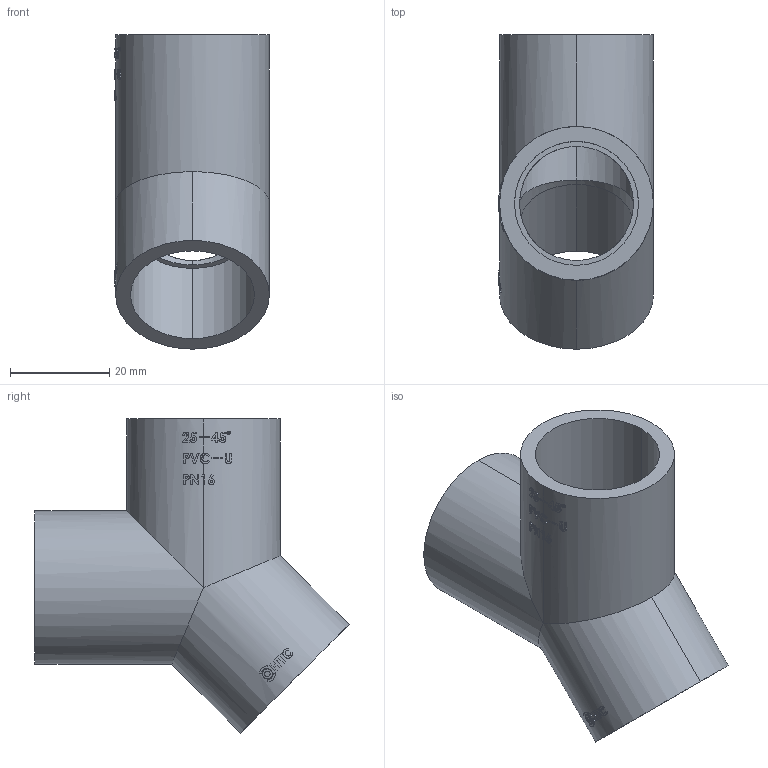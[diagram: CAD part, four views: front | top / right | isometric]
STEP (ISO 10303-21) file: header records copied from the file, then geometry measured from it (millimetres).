
FILE_DESCRIPTION (( 'STEP AP214' ), '1' );
FILE_NAME ('25.STEP', '2025-02-12T11:26:49', ( '' ), ( '' ), 'SwSTEP 2.0', 'SolidWorks 2023', '' );
FILE_SCHEMA (( 'AUTOMOTIVE_DESIGN' ));
Length unit declared in the file: millimetre
Products named in the file (1): 25
Bounding box: 31.2 x 63.34 x 63.34 mm (x, y, z)
Volume: 21853.6 mm3; surface area: 14662.1 mm2
Topology: 1 solids, 1 shells, 261 faces, 693 edges, 460 vertices
Faces by surface type: plane 118, bspline 93, cylinder 50
Entity records: 11062 total; most frequent: CARTESIAN_POINT 5386, ORIENTED_EDGE 1386, DIRECTION 841, EDGE_CURVE 693, VERTEX_POINT 460, LINE 291, VECTOR 291, EDGE_LOOP 291
